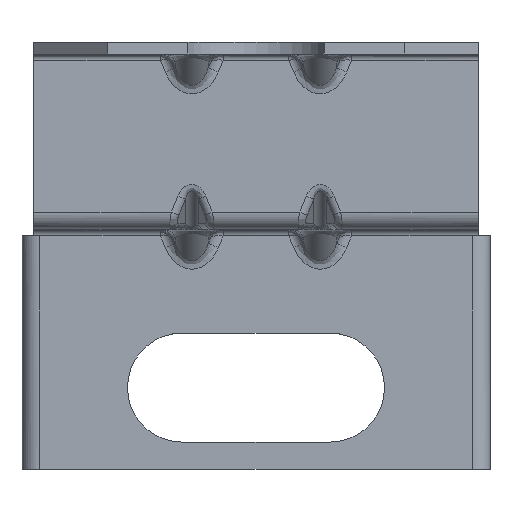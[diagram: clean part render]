
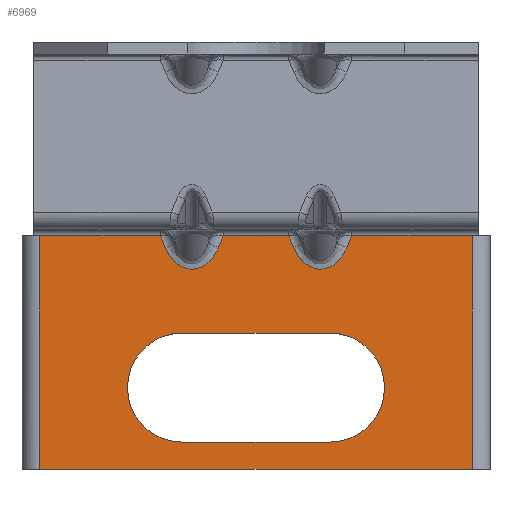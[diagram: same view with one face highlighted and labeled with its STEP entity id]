
A CAD part, top view. The second image highlights one B-rep face of the part: STEP entity #6969.
In plain terms, the highlighted planar face has unit normal (0, 0, 1).
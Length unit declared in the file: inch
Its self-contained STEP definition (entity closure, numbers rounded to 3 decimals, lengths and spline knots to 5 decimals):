
#1612=DIRECTION('',(-1.,0.,0.));
#1613=VECTOR('',#1612,0.81602);
#1614=CARTESIAN_POINT('',(1.46063,-0.11811,
0.07874));
#1615=LINE('',#1614,#1613);
#1778=DIRECTION('',(-1.,0.,0.));
#1779=VECTOR('',#1778,0.81602);
#1780=CARTESIAN_POINT('',(-0.64461,-0.11811,
0.07874));
#1781=LINE('',#1780,#1779);
#1833=DIRECTION('',(-1.,0.,0.));
#1834=VECTOR('',#1833,0.44306);
#1835=CARTESIAN_POINT('',(0.22153,-0.11811,
0.07874));
#1836=LINE('',#1835,#1834);
#1859=DIRECTION('',(0.378,0.926,0.));
#1860=VECTOR('',#1859,0.0848);
#1861=CARTESIAN_POINT('',(0.61256,-0.19662,
0.07874));
#1862=LINE('',#1861,#1860);
#1863=DIRECTION('',(0.378,-0.926,0.));
#1864=VECTOR('',#1863,0.0848);
#1865=CARTESIAN_POINT('',(-0.64461,-0.11811,
0.07874));
#1866=LINE('',#1865,#1864);
#1867=CARTESIAN_POINT('',(-0.61256,-0.19662,
0.07874));
#1868=CARTESIAN_POINT('',(-0.60415,-0.21722,
0.07874));
#1869=CARTESIAN_POINT('',(-0.58462,-0.25367,
0.07874));
#1870=CARTESIAN_POINT('',(-0.54924,-0.29556,
0.07874));
#1871=CARTESIAN_POINT('',(-0.51061,-0.32404,
0.07874));
#1872=CARTESIAN_POINT('',(-0.4717,-0.3398,
0.07874));
#1873=CARTESIAN_POINT('',(-0.43324,-0.34484,
0.07874));
#1874=CARTESIAN_POINT('',(-0.3946,-0.33987,
0.07874));
#1875=CARTESIAN_POINT('',(-0.3556,-0.32408,
0.07874));
#1876=CARTESIAN_POINT('',(-0.31697,-0.29562,
0.07874));
#1877=CARTESIAN_POINT('',(-0.28154,-0.25371,
0.07874));
#1878=CARTESIAN_POINT('',(-0.262,-0.21723,
0.07874));
#1879=CARTESIAN_POINT('',(-0.25358,-0.19662,
0.07874));
#1881=DIRECTION('',(0.378,0.926,0.));
#1882=VECTOR('',#1881,0.0848);
#1883=CARTESIAN_POINT('',(-0.25358,-0.19662,
0.07874));
#1884=LINE('',#1883,#1882);
#1885=DIRECTION('',(0.378,-0.926,0.));
#1886=VECTOR('',#1885,0.0848);
#1887=CARTESIAN_POINT('',(0.22153,-0.11811,
0.07874));
#1888=LINE('',#1887,#1886);
#1889=CARTESIAN_POINT('',(0.25358,-0.19662,
0.07874));
#1890=CARTESIAN_POINT('',(0.26199,-0.21722,
0.07874));
#1891=CARTESIAN_POINT('',(0.28152,-0.25367,
0.07874));
#1892=CARTESIAN_POINT('',(0.3169,-0.29556,
0.07874));
#1893=CARTESIAN_POINT('',(0.35554,-0.32404,
0.07874));
#1894=CARTESIAN_POINT('',(0.39444,-0.3398,
0.07874));
#1895=CARTESIAN_POINT('',(0.4329,-0.34484,
0.07874));
#1896=CARTESIAN_POINT('',(0.47154,-0.33987,
0.07874));
#1897=CARTESIAN_POINT('',(0.51054,-0.32408,
0.07874));
#1898=CARTESIAN_POINT('',(0.54917,-0.29562,
0.07874));
#1899=CARTESIAN_POINT('',(0.5846,-0.25371,
0.07874));
#1900=CARTESIAN_POINT('',(0.60415,-0.21723,
0.07874));
#1901=CARTESIAN_POINT('',(0.61256,-0.19662,
0.07874));
#1903=DIRECTION('',(-1.,0.,0.));
#1904=VECTOR('',#1903,1.);
#1905=CARTESIAN_POINT('',(0.5,-0.77461,0.07874));
#1906=LINE('',#1905,#1904);
#1907=CARTESIAN_POINT('',(-0.5,-1.14173,0.07874));
#1908=DIRECTION('',(0.,0.,-1.));
#1909=DIRECTION('',(0.,-1.,0.));
#1910=AXIS2_PLACEMENT_3D('',#1907,#1908,#1909);
#1912=DIRECTION('',(1.,0.,0.));
#1913=VECTOR('',#1912,1.);
#1914=CARTESIAN_POINT('',(-0.5,-1.50886,0.07874));
#1915=LINE('',#1914,#1913);
#1916=CARTESIAN_POINT('',(0.5,-1.14173,0.07874));
#1917=DIRECTION('',(0.,0.,-1.));
#1918=DIRECTION('',(0.,1.,0.));
#1919=AXIS2_PLACEMENT_3D('',#1916,#1917,#1918);
#2022=DIRECTION('',(0.,-1.,0.));
#2023=VECTOR('',#2022,1.5748);
#2024=CARTESIAN_POINT('',(1.46063,-0.11811,
0.07874));
#2025=LINE('',#2024,#2023);
#2139=DIRECTION('',(1.,0.,0.));
#2140=VECTOR('',#2139,2.92126);
#2141=CARTESIAN_POINT('',(-1.46063,-1.69291,
0.07874));
#2142=LINE('',#2141,#2140);
#2395=DIRECTION('',(0.,1.,0.));
#2396=VECTOR('',#2395,1.5748);
#2397=CARTESIAN_POINT('',(-1.46063,-1.69291,
0.07874));
#2398=LINE('',#2397,#2396);
#3201=CARTESIAN_POINT('',(1.46063,-0.11811,
0.07874));
#3202=VERTEX_POINT('',#3201);
#3207=CARTESIAN_POINT('',(1.46063,-1.69291,
0.07874));
#3208=VERTEX_POINT('',#3207);
#3221=CARTESIAN_POINT('',(-1.46063,-0.11811,
0.07874));
#3222=VERTEX_POINT('',#3221);
#3227=CARTESIAN_POINT('',(-1.46063,-1.69291,
0.07874));
#3228=VERTEX_POINT('',#3227);
#3283=CARTESIAN_POINT('',(0.61256,-0.19662,
0.07874));
#3284=CARTESIAN_POINT('',(0.64461,-0.11811,
0.07874));
#3285=VERTEX_POINT('',#3283);
#3286=VERTEX_POINT('',#3284);
#3303=CARTESIAN_POINT('',(0.22153,-0.11811,
0.07874));
#3304=CARTESIAN_POINT('',(0.25358,-0.19662,
0.07874));
#3305=VERTEX_POINT('',#3303);
#3306=VERTEX_POINT('',#3304);
#3309=CARTESIAN_POINT('',(-0.25358,-0.19662,
0.07874));
#3310=CARTESIAN_POINT('',(-0.22153,-0.11811,
0.07874));
#3311=VERTEX_POINT('',#3309);
#3312=VERTEX_POINT('',#3310);
#3329=CARTESIAN_POINT('',(-0.64461,-0.11811,
0.07874));
#3330=CARTESIAN_POINT('',(-0.61256,-0.19662,
0.07874));
#3331=VERTEX_POINT('',#3329);
#3332=VERTEX_POINT('',#3330);
#3375=CARTESIAN_POINT('',(0.5,-0.77461,0.07874));
#3376=CARTESIAN_POINT('',(-0.5,-0.77461,0.07874));
#3377=VERTEX_POINT('',#3375);
#3378=VERTEX_POINT('',#3376);
#3379=CARTESIAN_POINT('',(-0.5,-1.50886,0.07874));
#3380=VERTEX_POINT('',#3379);
#3381=CARTESIAN_POINT('',(0.5,-1.50886,0.07874));
#3382=VERTEX_POINT('',#3381);
#6931=CARTESIAN_POINT('',(0.7872,0.,0.07874));
#6932=DIRECTION('',(0.,0.,1.));
#6933=DIRECTION('',(-1.,0.,0.));
#6934=AXIS2_PLACEMENT_3D('',#6931,#6932,#6933);
#6935=PLANE('',#6934);
#6937=ORIENTED_EDGE('',*,*,#6936,.T.);
#6938=ORIENTED_EDGE('',*,*,#6219,.F.);
#6940=ORIENTED_EDGE('',*,*,#6939,.T.);
#6942=ORIENTED_EDGE('',*,*,#6941,.F.);
#6944=ORIENTED_EDGE('',*,*,#6943,.T.);
#6945=ORIENTED_EDGE('',*,*,#6721,.F.);
#6947=ORIENTED_EDGE('',*,*,#6946,.T.);
#6949=ORIENTED_EDGE('',*,*,#6948,.T.);
#6951=ORIENTED_EDGE('',*,*,#6950,.T.);
#6952=ORIENTED_EDGE('',*,*,#6922,.F.);
#6954=ORIENTED_EDGE('',*,*,#6953,.T.);
#6956=ORIENTED_EDGE('',*,*,#6955,.T.);
#6957=EDGE_LOOP('',(#6937,#6938,#6940,#6942,#6944,#6945,#6947,#6949,#6951,#6952,
#6954,#6956));
#6958=FACE_OUTER_BOUND('',#6957,.F.);
#6960=ORIENTED_EDGE('',*,*,#6959,.T.);
#6962=ORIENTED_EDGE('',*,*,#6961,.F.);
#6964=ORIENTED_EDGE('',*,*,#6963,.T.);
#6966=ORIENTED_EDGE('',*,*,#6965,.F.);
#6967=EDGE_LOOP('',(#6960,#6962,#6964,#6966));
#6968=FACE_BOUND('',#6967,.F.);
#6969=ADVANCED_FACE('',(#6958,#6968),#6935,.T.);
#1880=B_SPLINE_CURVE_WITH_KNOTS('',3,(#1867,#1868,#1869,#1870,#1871,#1872,#1873,
#1874,#1875,#1876,#1877,#1878,#1879),.UNSPECIFIED.,.F.,.F.,(4,1,1,1,1,1,1,1,1,1,
4),(0.,0.1,0.2,0.3,0.4,0.5,0.6,0.7,0.8,0.9,1.),
.UNSPECIFIED.);
#1902=B_SPLINE_CURVE_WITH_KNOTS('',3,(#1889,#1890,#1891,#1892,#1893,#1894,#1895,
#1896,#1897,#1898,#1899,#1900,#1901),.UNSPECIFIED.,.F.,.F.,(4,1,1,1,1,1,1,1,1,1,
4),(0.,0.1,0.2,0.3,0.4,0.5,0.6,0.7,0.8,0.9,1.),
.UNSPECIFIED.);
#1911=CIRCLE('',#1910,0.36713);
#1920=CIRCLE('',#1919,0.36713);
#6219=EDGE_CURVE('',#3202,#3286,#1615,.T.);
#6721=EDGE_CURVE('',#3331,#3222,#1781,.T.);
#6922=EDGE_CURVE('',#3305,#3312,#1836,.T.);
#6936=EDGE_CURVE('',#3285,#3286,#1862,.T.);
#6939=EDGE_CURVE('',#3202,#3208,#2025,.T.);
#6941=EDGE_CURVE('',#3228,#3208,#2142,.T.);
#6943=EDGE_CURVE('',#3228,#3222,#2398,.T.);
#6946=EDGE_CURVE('',#3331,#3332,#1866,.T.);
#6948=EDGE_CURVE('',#3332,#3311,#1880,.T.);
#6950=EDGE_CURVE('',#3311,#3312,#1884,.T.);
#6953=EDGE_CURVE('',#3305,#3306,#1888,.T.);
#6955=EDGE_CURVE('',#3306,#3285,#1902,.T.);
#6959=EDGE_CURVE('',#3377,#3378,#1906,.T.);
#6961=EDGE_CURVE('',#3380,#3378,#1911,.T.);
#6963=EDGE_CURVE('',#3380,#3382,#1915,.T.);
#6965=EDGE_CURVE('',#3377,#3382,#1920,.T.);
